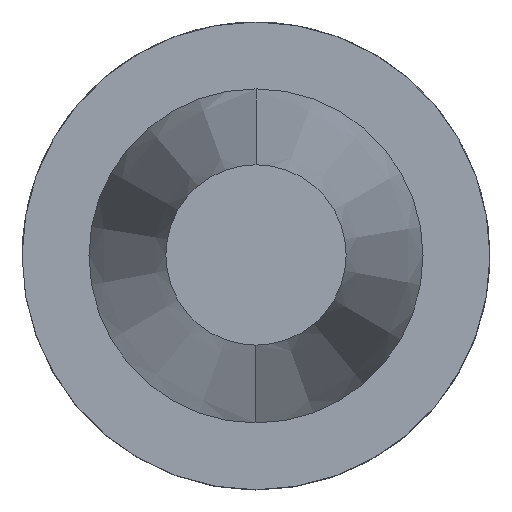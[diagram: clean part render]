
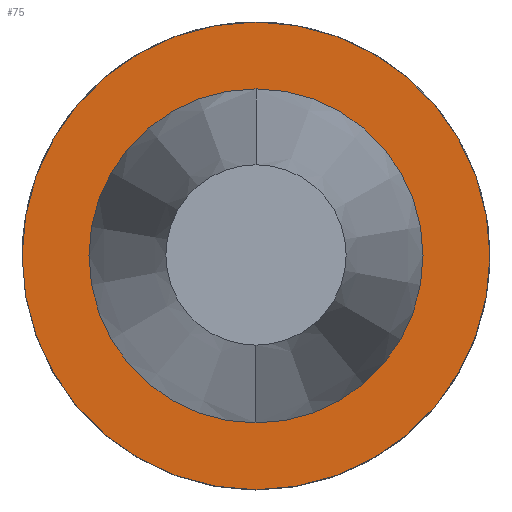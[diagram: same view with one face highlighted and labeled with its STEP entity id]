
A CAD part, top view. The second image highlights one B-rep face of the part: STEP entity #75.
In plain terms, the highlighted planar face has unit normal (0, 0, 1).
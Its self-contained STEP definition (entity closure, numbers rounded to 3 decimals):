
#75=ADVANCED_FACE('',(#100,#101),#94,.F.);
#94=PLANE('',#319);
#100=FACE_BOUND('',#126,.T.);
#101=FACE_BOUND('',#127,.T.);
#126=EDGE_LOOP('',(#158));
#127=EDGE_LOOP('',(#159,#160));
#158=ORIENTED_EDGE('',*,*,#241,.T.);
#159=ORIENTED_EDGE('',*,*,#242,.T.);
#160=ORIENTED_EDGE('',*,*,#243,.T.);
#216=VERTEX_POINT('',#457);
#217=VERTEX_POINT('',#459);
#218=VERTEX_POINT('',#460);
#241=EDGE_CURVE('',#216,#216,#270,.T.);
#242=EDGE_CURVE('',#217,#218,#271,.T.);
#243=EDGE_CURVE('',#218,#217,#272,.T.);
#270=CIRCLE('',#316,31.775);
#271=CIRCLE('',#317,22.692);
#272=CIRCLE('',#318,22.692);
#316=AXIS2_PLACEMENT_3D('',#456,#364,#365);
#317=AXIS2_PLACEMENT_3D('',#458,#366,#367);
#318=AXIS2_PLACEMENT_3D('',#461,#368,#369);
#319=AXIS2_PLACEMENT_3D('',#462,#370,#371);
#364=DIRECTION('',(0.,0.,1.));
#365=DIRECTION('',(-1.,0.,0.));
#366=DIRECTION('',(0.,0.,-1.));
#367=DIRECTION('',(-1.,0.,0.));
#368=DIRECTION('',(0.,0.,-1.));
#369=DIRECTION('',(-1.,0.,0.));
#370=DIRECTION('',(0.,0.,-1.));
#371=DIRECTION('',(0.,-1.,0.));
#456=CARTESIAN_POINT('',(0.,0.,-3.2));
#457=CARTESIAN_POINT('',(-31.775,0.,-3.2));
#458=CARTESIAN_POINT('',(0.,0.,-3.2));
#459=CARTESIAN_POINT('',(0.,-22.692,-3.2));
#460=CARTESIAN_POINT('',(0.,22.692,-3.2));
#461=CARTESIAN_POINT('',(0.,0.,-3.2));
#462=CARTESIAN_POINT('',(0.,0.,-3.2));
